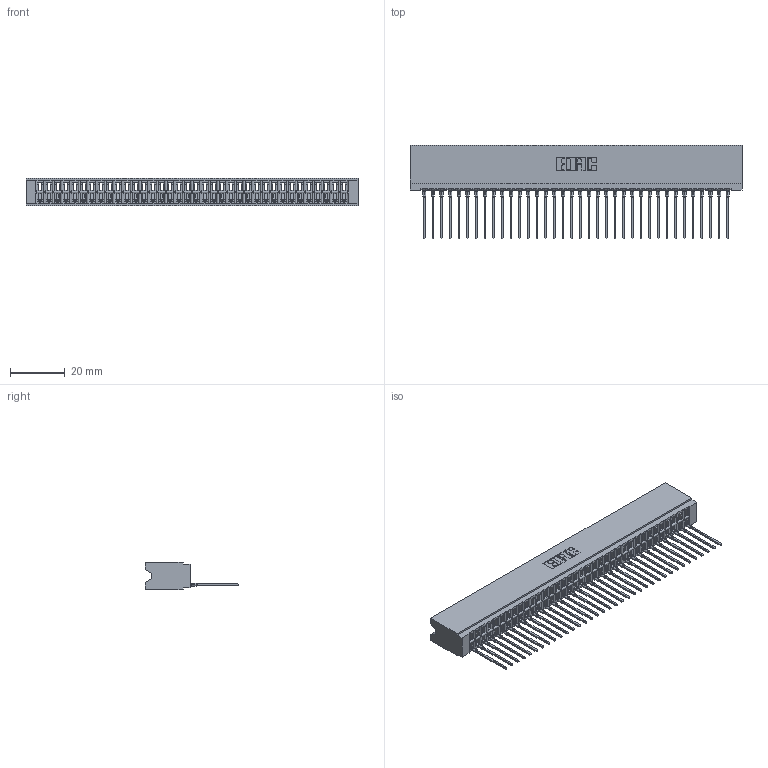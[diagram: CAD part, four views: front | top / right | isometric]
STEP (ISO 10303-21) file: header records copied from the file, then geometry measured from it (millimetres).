
FILE_DESCRIPTION (( 'STEP AP203' ), '1' );
FILE_NAME ('746-036-553-506.STEP', '2026-03-04T14:46:35', ( '' ), ( '' ), 'SwSTEP 2.0', 'SolidWorks 2023', '' );
FILE_SCHEMA (( 'CONFIG_CONTROL_DESIGN' ));
Length unit declared in the file: millimetre
Products named in the file (3): 746-036-553-506; 746-292-001_553; 746 Part_.340 Slot Depth - 06
Assembly tree (37 placements, depth 2):
  746-036-553-506
    746 Part_.340 Slot Depth - 06
    746-292-001_553  x36
Bounding box: 121.54 x 34.2 x 9.91 mm (x, y, z)
Volume: 13795.8 mm3; surface area: 19204.3 mm2
Topology: 37 solids, 37 shells, 3986 faces, 11317 edges, 7267 vertices
Faces by surface type: plane 2324, cylinder 726, bspline 720, torus 216
Entity records: 55265 total; most frequent: CARTESIAN_POINT 11232, ORIENTED_EDGE 9684, DIRECTION 8024, EDGE_CURVE 4842, VECTOR 4298, LINE 4298, VERTEX_POINT 3207, AXIS2_PLACEMENT_3D 1863
